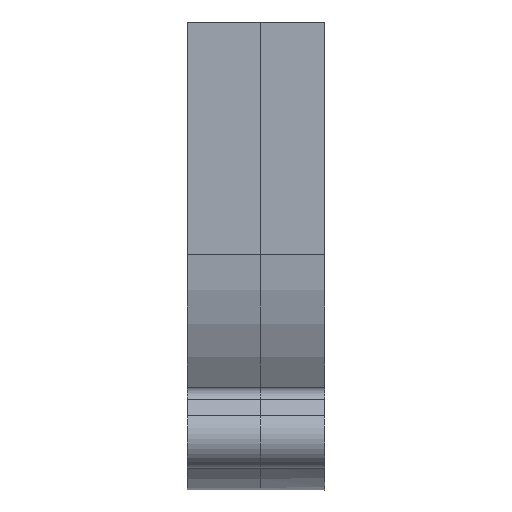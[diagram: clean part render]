
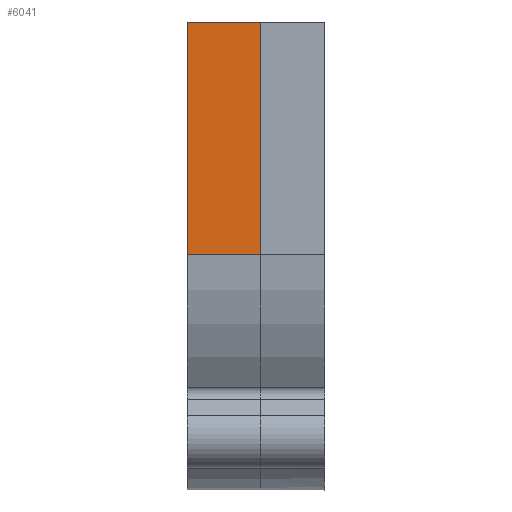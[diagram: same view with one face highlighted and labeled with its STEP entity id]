
A CAD part, left-side view. The second image highlights one B-rep face of the part: STEP entity #6041.
In plain terms, the highlighted planar face has unit normal (-1, 0, 0).
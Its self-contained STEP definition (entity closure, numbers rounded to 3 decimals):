
#116=PLANE('',#6864);
#429=LINE('',#10787,#798);
#431=LINE('',#10791,#800);
#432=LINE('',#10793,#801);
#433=LINE('',#10794,#802);
#798=VECTOR('',#8484,1000.);
#800=VECTOR('',#8488,1000.);
#801=VECTOR('',#8489,1000.);
#802=VECTOR('',#8490,1000.);
#1294=FACE_OUTER_BOUND('',#1656,.T.);
#1656=EDGE_LOOP('',(#4971,#4972,#4973,#4974));
#2681=VERTEX_POINT('',#10784);
#2682=VERTEX_POINT('',#10786);
#2683=VERTEX_POINT('',#10790);
#2684=VERTEX_POINT('',#10792);
#3496=EDGE_CURVE('',#2682,#2681,#429,.T.);
#3498=EDGE_CURVE('',#2683,#2681,#431,.T.);
#3499=EDGE_CURVE('',#2684,#2683,#432,.T.);
#3500=EDGE_CURVE('',#2684,#2682,#433,.T.);
#4971=ORIENTED_EDGE('',*,*,#3498,.F.);
#4972=ORIENTED_EDGE('',*,*,#3499,.F.);
#4973=ORIENTED_EDGE('',*,*,#3500,.T.);
#4974=ORIENTED_EDGE('',*,*,#3496,.T.);
#6041=ADVANCED_FACE('',(#1294),#116,.T.);
#6864=AXIS2_PLACEMENT_3D('',#10789,#8486,#8487);
#8484=DIRECTION('',(0.,1.,0.));
#8486=DIRECTION('center_axis',(-1.,0.,0.));
#8487=DIRECTION('ref_axis',(0.,0.,1.));
#8488=DIRECTION('',(0.,0.,1.));
#8489=DIRECTION('',(0.,1.,0.));
#8490=DIRECTION('',(0.,0.,1.));
#10784=CARTESIAN_POINT('',(-27.5,0.,25.4));
#10786=CARTESIAN_POINT('',(-27.5,-8.,25.4));
#10787=CARTESIAN_POINT('',(-27.5,-8.,25.4));
#10789=CARTESIAN_POINT('Origin',(-27.5,-8.,25.4));
#10790=CARTESIAN_POINT('',(-27.5,0.,0.));
#10791=CARTESIAN_POINT('',(-27.5,0.,25.4));
#10792=CARTESIAN_POINT('',(-27.5,-8.,0.));
#10793=CARTESIAN_POINT('',(-27.5,-8.,0.));
#10794=CARTESIAN_POINT('',(-27.5,-8.,25.4));
